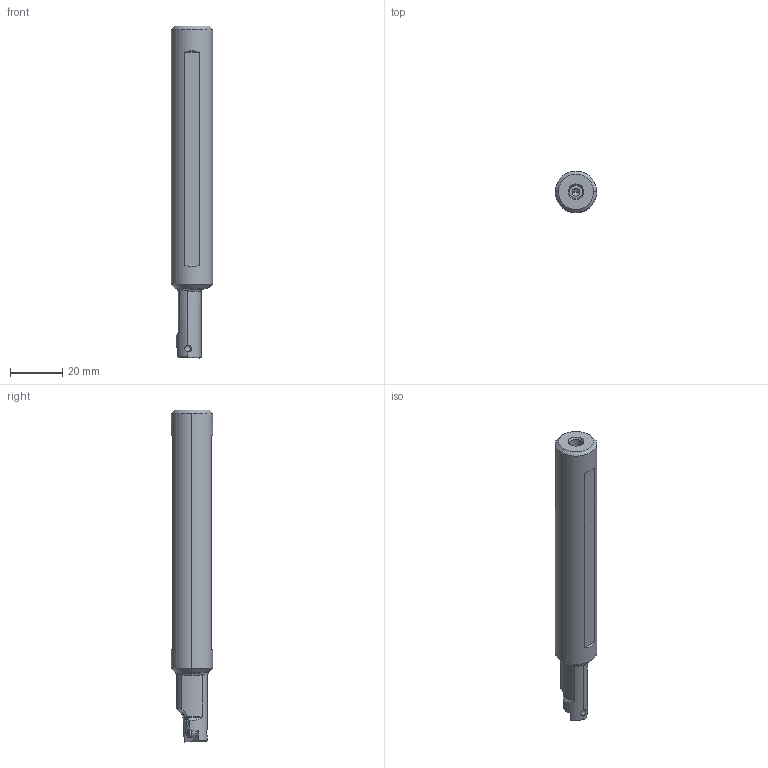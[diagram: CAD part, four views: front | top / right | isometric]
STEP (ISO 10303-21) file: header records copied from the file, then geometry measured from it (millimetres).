
FILE_DESCRIPTION((''),'2;1');
FILE_NAME('MMTIR102-0_50-2_5-C_ASM','2022-07-13T11:13:08',('tlyad09'),('PTC Japan'),'CREO PARAMETRIC BY PTC INC, 2018500','CREO PARAMETRIC BY PTC INC, 2018500','');
FILE_SCHEMA(('AUTOMOTIVE_DESIGN { 1 0 10303 214 1 1 1 1 }'));
Length unit declared in the file: millimetre
Products named in the file (3): MMTIR102-0_50-2_5-C_1; MMTIR102-0_50-2_5-C_2; MMTIR102-0_50-2_5-C_ASM
Assembly tree (2 placements, depth 2):
  MMTIR102-0_50-2_5-C_ASM
    MMTIR102-0_50-2_5-C_1
    MMTIR102-0_50-2_5-C_2
Bounding box: 15.88 x 15.88 x 127.13 mm (x, y, z)
Volume: 19282.5 mm3; surface area: 7879.9 mm2
Topology: 2 solids, 2 shells, 78 faces, 231 edges, 157 vertices
Faces by surface type: cylinder 32, plane 22, cone 19, torus 5
Entity records: 4200 total; most frequent: CARTESIAN_POINT 1211, ORIENTED_EDGE 458, DIRECTION 443, PRESENTATION_STYLE_ASSIGNMENT 234, STYLED_ITEM 234, CURVE_STYLE 232, EDGE_CURVE 229, AXIS2_PLACEMENT_3D 182
